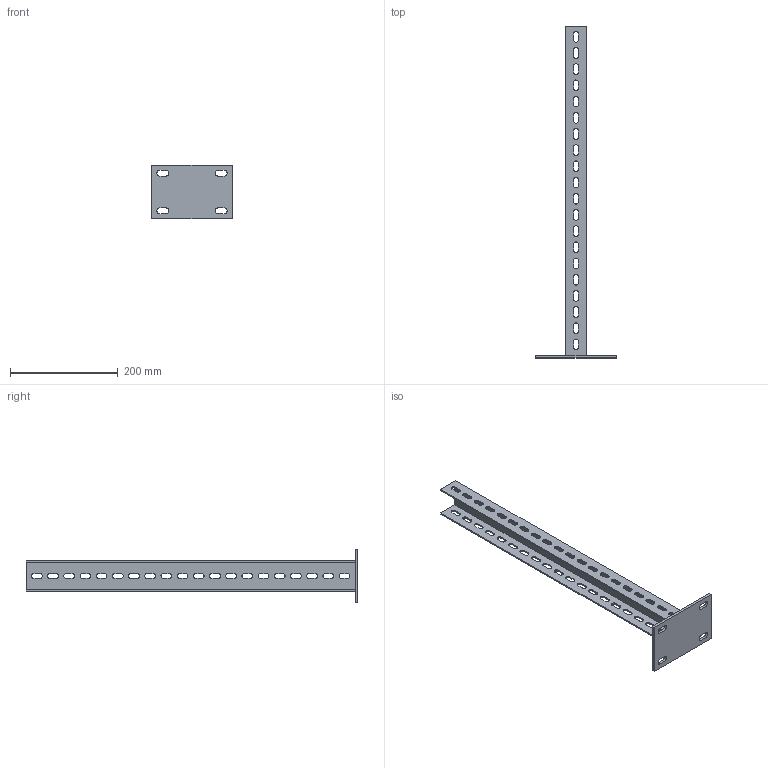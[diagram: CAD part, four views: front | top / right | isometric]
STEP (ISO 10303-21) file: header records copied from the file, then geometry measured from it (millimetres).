
FILE_DESCRIPTION (( 'STEP AP203' ), '1' );
FILE_NAME ('CLW10-SSH-600-HDZ Êðîíøòåéí ïîòîëî÷íûé SSH 600 HDZ IEK.SLDPRT.STEP', '2016-05-11T09:28:23', ( '' ), ( '' ), 'SwSTEP 2.0', 'SolidWorks 2014', '' );
FILE_SCHEMA (( 'CONFIG_CONTROL_DESIGN' ));
Length unit declared in the file: millimetre
Products named in the file (1): CLW10-SSH-600-HDZ Êðîíøòåéí ïîòîëî÷íûé SSH 600 HDZ IEK.SLDPRT
Bounding box: 150 x 615 x 100 mm (x, y, z)
Volume: 246061.7 mm3; surface area: 182800 mm2
Topology: 1 solids, 1 shells, 271 faces, 804 edges, 536 vertices
Faces by surface type: plane 143, cylinder 128
Entity records: 9467 total; most frequent: CARTESIAN_POINT 1612, ORIENTED_EDGE 1608, DIRECTION 1604, EDGE_CURVE 804, LINE 548, VECTOR 548, VERTEX_POINT 536, AXIS2_PLACEMENT_3D 528
